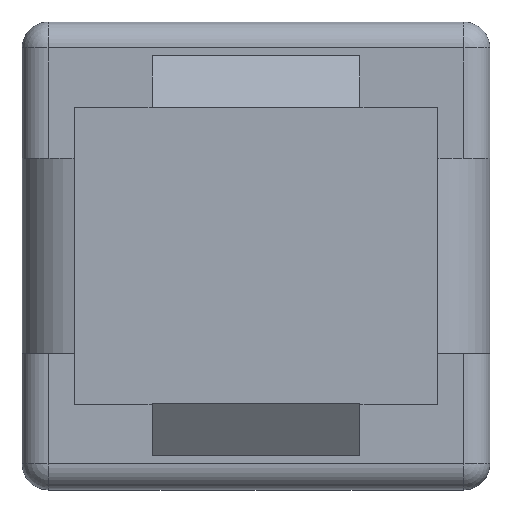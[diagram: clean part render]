
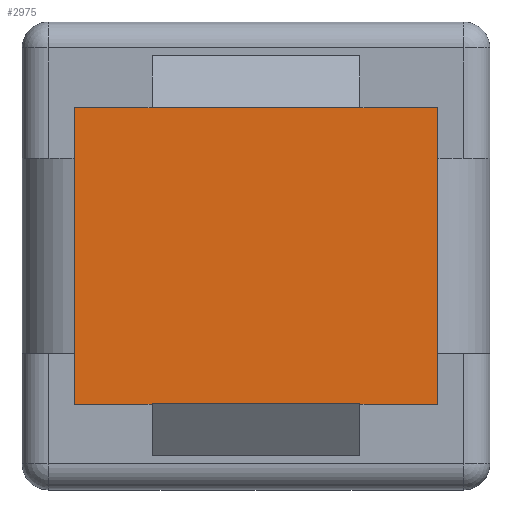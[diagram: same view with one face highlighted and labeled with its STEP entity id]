
A CAD part, top view. The second image highlights one B-rep face of the part: STEP entity #2975.
In plain terms, the highlighted planar face has unit normal (0, 0, 1).
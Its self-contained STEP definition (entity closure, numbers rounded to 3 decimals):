
#2856=CARTESIAN_POINT('',(-0.,23.,2.));
#2857=DIRECTION('',(-0.,-0.,1.));
#2858=DIRECTION('',(0.,1.,0.));
#2859=AXIS2_PLACEMENT_3D('',#2856,#2857,#2858);
#2860=PLANE('',#2859);
#2861=CARTESIAN_POINT('',(-0.,17.2,2.));
#2862=VERTEX_POINT('',#2861);
#2863=CARTESIAN_POINT('',(3.5,17.2,2.));
#2864=VERTEX_POINT('',#2863);
#2865=CARTESIAN_POINT('',(-0.,17.2,2.));
#2866=DIRECTION('',(1.,-0.,0.));
#2867=VECTOR('',#2866,3.5);
#2868=LINE('',#2865,#2867);
#2869=EDGE_CURVE('',#2862,#2864,#2868,.T.);
#2870=ORIENTED_EDGE('',*,*,#2869,.F.);
#2871=CARTESIAN_POINT('',(-3.5,17.2,2.));
#2872=VERTEX_POINT('',#2871);
#2873=CARTESIAN_POINT('',(-3.5,17.2,2.));
#2874=DIRECTION('',(1.,-0.,0.));
#2875=VECTOR('',#2874,3.5);
#2876=LINE('',#2873,#2875);
#2877=EDGE_CURVE('',#2872,#2862,#2876,.T.);
#2878=ORIENTED_EDGE('',*,*,#2877,.F.);
#2879=CARTESIAN_POINT('',(-4.625,17.2,2.));
#2880=VERTEX_POINT('',#2879);
#2881=CARTESIAN_POINT('',(-4.625,17.2,2.));
#2882=DIRECTION('',(1.,-0.,0.));
#2883=VECTOR('',#2882,1.125);
#2884=LINE('',#2881,#2883);
#2885=EDGE_CURVE('',#2880,#2872,#2884,.T.);
#2886=ORIENTED_EDGE('',*,*,#2885,.F.);
#2887=CARTESIAN_POINT('',(-7.,17.2,2.));
#2888=VERTEX_POINT('',#2887);
#2889=CARTESIAN_POINT('',(-7.,17.2,2.));
#2890=DIRECTION('',(1.,-0.,0.));
#2891=VECTOR('',#2890,2.375);
#2892=LINE('',#2889,#2891);
#2893=EDGE_CURVE('',#2888,#2880,#2892,.T.);
#2894=ORIENTED_EDGE('',*,*,#2893,.F.);
#2895=CARTESIAN_POINT('',(-7.,5.8,2.));
#2896=VERTEX_POINT('',#2895);
#2897=CARTESIAN_POINT('',(-7.,5.8,2.));
#2898=DIRECTION('',(0.,1.,0.));
#2899=VECTOR('',#2898,11.4);
#2900=LINE('',#2897,#2899);
#2901=EDGE_CURVE('',#2896,#2888,#2900,.T.);
#2902=ORIENTED_EDGE('',*,*,#2901,.F.);
#2903=CARTESIAN_POINT('',(-4.625,5.8,2.));
#2904=VERTEX_POINT('',#2903);
#2905=CARTESIAN_POINT('',(-4.625,5.8,2.));
#2906=DIRECTION('',(-1.,-0.,-0.));
#2907=VECTOR('',#2906,2.375);
#2908=LINE('',#2905,#2907);
#2909=EDGE_CURVE('',#2904,#2896,#2908,.T.);
#2910=ORIENTED_EDGE('',*,*,#2909,.F.);
#2911=CARTESIAN_POINT('',(-3.5,5.8,2.));
#2912=VERTEX_POINT('',#2911);
#2913=CARTESIAN_POINT('',(-3.5,5.8,2.));
#2914=DIRECTION('',(-1.,-0.,-0.));
#2915=VECTOR('',#2914,1.125);
#2916=LINE('',#2913,#2915);
#2917=EDGE_CURVE('',#2912,#2904,#2916,.T.);
#2918=ORIENTED_EDGE('',*,*,#2917,.F.);
#2919=CARTESIAN_POINT('',(-0.,5.8,2.));
#2920=VERTEX_POINT('',#2919);
#2921=CARTESIAN_POINT('',(-0.,5.8,2.));
#2922=DIRECTION('',(-1.,-0.,-0.));
#2923=VECTOR('',#2922,3.5);
#2924=LINE('',#2921,#2923);
#2925=EDGE_CURVE('',#2920,#2912,#2924,.T.);
#2926=ORIENTED_EDGE('',*,*,#2925,.F.);
#2927=CARTESIAN_POINT('',(3.5,5.8,2.));
#2928=VERTEX_POINT('',#2927);
#2929=CARTESIAN_POINT('',(3.5,5.8,2.));
#2930=DIRECTION('',(-1.,-0.,-0.));
#2931=VECTOR('',#2930,3.5);
#2932=LINE('',#2929,#2931);
#2933=EDGE_CURVE('',#2928,#2920,#2932,.T.);
#2934=ORIENTED_EDGE('',*,*,#2933,.F.);
#2935=CARTESIAN_POINT('',(4.625,5.8,2.));
#2936=VERTEX_POINT('',#2935);
#2937=CARTESIAN_POINT('',(4.625,5.8,2.));
#2938=DIRECTION('',(-1.,-0.,-0.));
#2939=VECTOR('',#2938,1.125);
#2940=LINE('',#2937,#2939);
#2941=EDGE_CURVE('',#2936,#2928,#2940,.T.);
#2942=ORIENTED_EDGE('',*,*,#2941,.F.);
#2943=CARTESIAN_POINT('',(7.,5.8,2.));
#2944=VERTEX_POINT('',#2943);
#2945=CARTESIAN_POINT('',(7.,5.8,2.));
#2946=DIRECTION('',(-1.,-0.,-0.));
#2947=VECTOR('',#2946,2.375);
#2948=LINE('',#2945,#2947);
#2949=EDGE_CURVE('',#2944,#2936,#2948,.T.);
#2950=ORIENTED_EDGE('',*,*,#2949,.F.);
#2951=CARTESIAN_POINT('',(7.,17.2,2.));
#2952=VERTEX_POINT('',#2951);
#2953=CARTESIAN_POINT('',(7.,17.2,2.));
#2954=DIRECTION('',(-0.,-1.,-0.));
#2955=VECTOR('',#2954,11.4);
#2956=LINE('',#2953,#2955);
#2957=EDGE_CURVE('',#2952,#2944,#2956,.T.);
#2958=ORIENTED_EDGE('',*,*,#2957,.F.);
#2959=CARTESIAN_POINT('',(4.625,17.2,2.));
#2960=VERTEX_POINT('',#2959);
#2961=CARTESIAN_POINT('',(4.625,17.2,2.));
#2962=DIRECTION('',(1.,-0.,0.));
#2963=VECTOR('',#2962,2.375);
#2964=LINE('',#2961,#2963);
#2965=EDGE_CURVE('',#2960,#2952,#2964,.T.);
#2966=ORIENTED_EDGE('',*,*,#2965,.F.);
#2967=CARTESIAN_POINT('',(3.5,17.2,2.));
#2968=DIRECTION('',(1.,-0.,0.));
#2969=VECTOR('',#2968,1.125);
#2970=LINE('',#2967,#2969);
#2971=EDGE_CURVE('',#2864,#2960,#2970,.T.);
#2972=ORIENTED_EDGE('',*,*,#2971,.F.);
#2973=EDGE_LOOP('',(#2870,#2878,#2886,#2894,#2902,#2910,#2918,#2926,#2934,#2942,#2950,#2958,#2966,#2972));
#2974=FACE_BOUND('',#2973,.T.);
#2975=ADVANCED_FACE('',(#2974),#2860,.T.);
